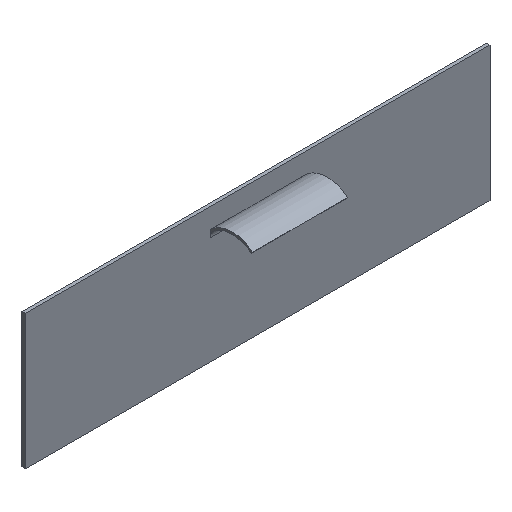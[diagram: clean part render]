
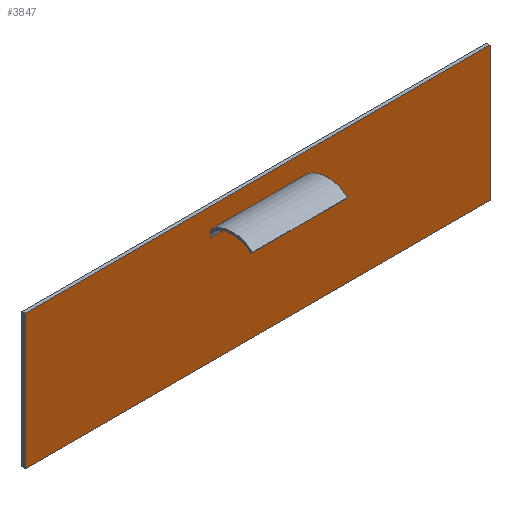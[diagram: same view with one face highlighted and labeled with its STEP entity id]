
A CAD part, isometric view. The second image highlights one B-rep face of the part: STEP entity #3847.
In plain terms, the highlighted planar face has unit normal (0, -1, 0).
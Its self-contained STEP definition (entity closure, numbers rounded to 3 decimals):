
#49=DIRECTION('',(0.,0.,1.));
#50=VECTOR('',#49,20.);
#51=CARTESIAN_POINT('',(-34.5,0.,-10.));
#52=LINE('',#51,#50);
#57=DIRECTION('',(1.,0.,0.));
#58=VECTOR('',#57,69.);
#59=CARTESIAN_POINT('',(-34.5,0.,10.));
#60=LINE('',#59,#58);
#64=DIRECTION('',(0.,0.,-1.));
#65=VECTOR('',#64,20.);
#66=CARTESIAN_POINT('',(34.5,0.,10.));
#67=LINE('',#66,#65);
#71=DIRECTION('',(-1.,0.,0.));
#72=VECTOR('',#71,69.);
#73=CARTESIAN_POINT('',(34.5,0.,-10.));
#74=LINE('',#73,#72);
#78=DIRECTION('',(0.,0.,-1.));
#79=VECTOR('',#78,0.979);
#80=CARTESIAN_POINT('',(-7.05,0.,6.979));
#81=LINE('',#80,#79);
#85=DIRECTION('',(1.,0.,0.));
#86=VECTOR('',#85,14.1);
#87=CARTESIAN_POINT('',(-7.05,0.,6.));
#88=LINE('',#87,#86);
#92=DIRECTION('',(0.,0.,-1.));
#93=VECTOR('',#92,0.979);
#94=CARTESIAN_POINT('',(7.05,0.,6.979));
#95=LINE('',#94,#93);
#99=DIRECTION('',(1.,0.,0.));
#100=VECTOR('',#99,14.1);
#101=CARTESIAN_POINT('',(-7.05,0.,6.979));
#102=LINE('',#101,#100);
#3230=CARTESIAN_POINT('',(-34.5,0.,-10.));
#3231=CARTESIAN_POINT('',(-34.5,0.,10.));
#3232=VERTEX_POINT('',#3230);
#3233=VERTEX_POINT('',#3231);
#3234=CARTESIAN_POINT('',(34.5,0.,10.));
#3235=VERTEX_POINT('',#3234);
#3236=CARTESIAN_POINT('',(34.5,0.,-10.));
#3237=VERTEX_POINT('',#3236);
#3814=CARTESIAN_POINT('',(-7.05,0.,6.979));
#3815=CARTESIAN_POINT('',(-7.05,0.,6.));
#3816=VERTEX_POINT('',#3814);
#3817=VERTEX_POINT('',#3815);
#3818=CARTESIAN_POINT('',(7.05,0.,6.979));
#3819=CARTESIAN_POINT('',(7.05,0.,6.));
#3820=VERTEX_POINT('',#3818);
#3821=VERTEX_POINT('',#3819);
#3822=CARTESIAN_POINT('',(0.,0.,0.));
#3823=DIRECTION('',(0.,1.,0.));
#3824=DIRECTION('',(1.,0.,0.));
#3825=AXIS2_PLACEMENT_3D('',#3822,#3823,#3824);
#3826=PLANE('',#3825);
#3828=ORIENTED_EDGE('',*,*,#3827,.T.);
#3830=ORIENTED_EDGE('',*,*,#3829,.T.);
#3832=ORIENTED_EDGE('',*,*,#3831,.T.);
#3834=ORIENTED_EDGE('',*,*,#3833,.T.);
#3835=EDGE_LOOP('',(#3828,#3830,#3832,#3834));
#3836=FACE_OUTER_BOUND('',#3835,.F.);
#3838=ORIENTED_EDGE('',*,*,#3837,.T.);
#3840=ORIENTED_EDGE('',*,*,#3839,.T.);
#3842=ORIENTED_EDGE('',*,*,#3841,.F.);
#3844=ORIENTED_EDGE('',*,*,#3843,.F.);
#3845=EDGE_LOOP('',(#3838,#3840,#3842,#3844));
#3846=FACE_BOUND('',#3845,.F.);
#3827=EDGE_CURVE('',#3232,#3233,#52,.T.);
#3829=EDGE_CURVE('',#3233,#3235,#60,.T.);
#3831=EDGE_CURVE('',#3235,#3237,#67,.T.);
#3833=EDGE_CURVE('',#3237,#3232,#74,.T.);
#3837=EDGE_CURVE('',#3816,#3817,#81,.T.);
#3839=EDGE_CURVE('',#3817,#3821,#88,.T.);
#3841=EDGE_CURVE('',#3820,#3821,#95,.T.);
#3843=EDGE_CURVE('',#3816,#3820,#102,.T.);
#3847=ADVANCED_FACE('',(#3836,#3846),#3826,.F.);
